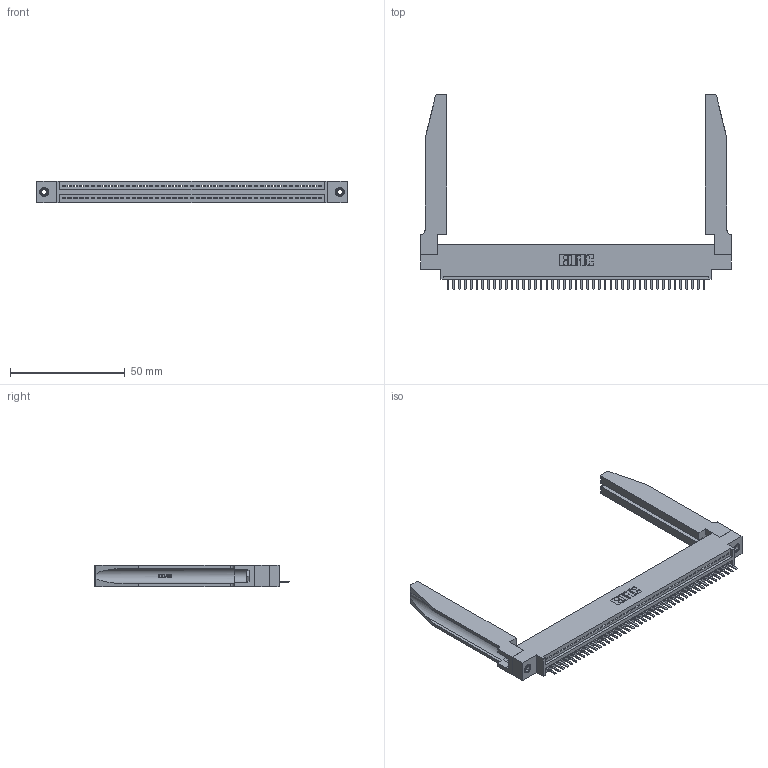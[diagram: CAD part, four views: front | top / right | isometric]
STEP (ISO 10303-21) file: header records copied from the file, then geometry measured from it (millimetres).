
FILE_DESCRIPTION (( 'STEP AP203' ), '1' );
FILE_NAME ('395-045-520-678.STEP', '2019-10-22T17:41:09', ( '' ), ( '' ), 'SwSTEP 2.0', 'SolidWorks 2016', '' );
FILE_SCHEMA (( 'CONFIG_CONTROL_DESIGN' ));
Length unit declared in the file: inch
Products named in the file (5): 345 Part_0.170 Offset - 0.156 Dia-TH; 345-250-001_345-250-001-102; 345-220-078_345-220-078; 345-292-001_345-293-120; 395-045-520-678
Assembly tree (50 placements, depth 2):
  395-045-520-678
    345 Part_0.170 Offset - 0.156 Dia-TH
    345-292-001_345-293-120  x45
    345-250-001_345-250-001-102  x2
    345-220-078_345-220-078  x2
Bounding box: 135.53 x 84.96 x 9.4 mm (x, y, z)
Volume: 20425.4 mm3; surface area: 23406.7 mm2
Topology: 50 solids, 50 shells, 3154 faces, 9241 edges, 6030 vertices
Faces by surface type: plane 2116, cylinder 986, bspline 36, cone 12, torus 4
Entity records: 38450 total; most frequent: CARTESIAN_POINT 7570, ORIENTED_EDGE 6434, DIRECTION 5601, EDGE_CURVE 3217, VECTOR 2807, LINE 2807, VERTEX_POINT 2136, AXIS2_PLACEMENT_3D 1397
